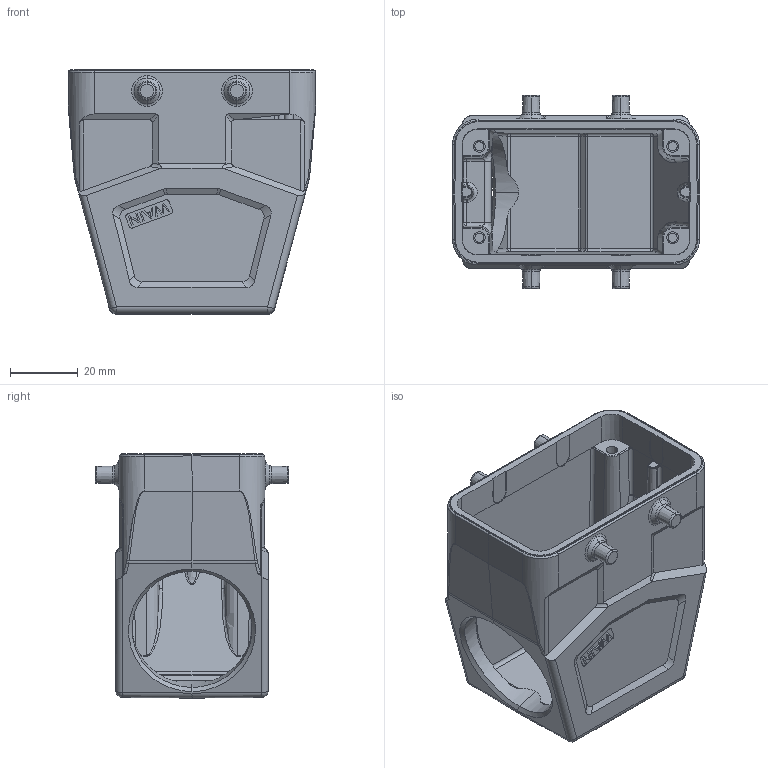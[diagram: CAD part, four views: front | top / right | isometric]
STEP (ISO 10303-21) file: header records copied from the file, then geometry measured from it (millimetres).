
FILE_DESCRIPTION((''),'2;1');
FILE_NAME('W10B-SEH-4B-PG29','2017-02-20T',('sh.ye'),(''),'PRO/ENGINEER BY PARAMETRIC TECHNOLOGY CORPORATION, 2010180','PRO/ENGINEER BY PARAMETRIC TECHNOLOGY CORPORATION, 2010180','');
FILE_SCHEMA(('AUTOMOTIVE_DESIGN { 1 0 10303 214 1 1 1 1 }'));
Length unit declared in the file: millimetre
Products named in the file (1): W10B-SEH-4B-PG29
Bounding box: 73 x 57 x 72 mm (x, y, z)
Volume: 61396.5 mm3; surface area: 31609.8 mm2
Topology: 1 solids, 1 shells, 511 faces, 1271 edges, 787 vertices
Faces by surface type: plane 225, cylinder 139, bspline 43, cone 32, torus 31, extrusion 21, sphere 20
Entity records: 18581 total; most frequent: CARTESIAN_POINT 6684, ORIENTED_EDGE 2542, DIRECTION 2244, EDGE_CURVE 1271, VERTEX_POINT 787, VECTOR 754, AXIS2_PLACEMENT_3D 745, LINE 733
